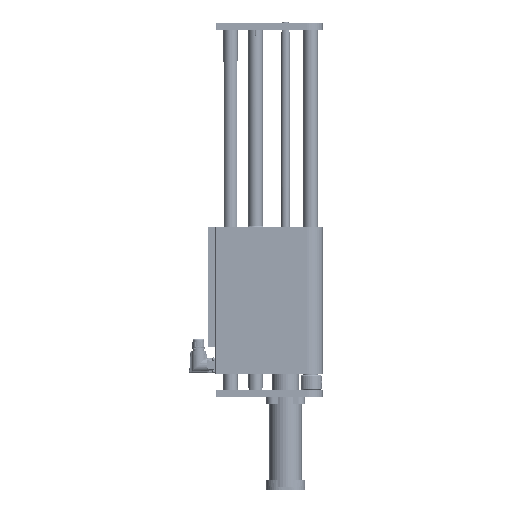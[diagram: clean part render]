
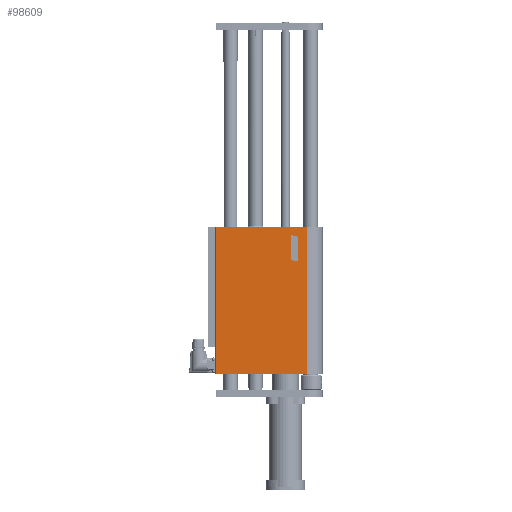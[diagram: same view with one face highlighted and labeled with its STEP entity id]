
A CAD part, left-side view. The second image highlights one B-rep face of the part: STEP entity #98609.
In plain terms, the highlighted planar face has unit normal (-1, 0, 0).
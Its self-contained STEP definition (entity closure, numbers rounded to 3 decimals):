
#304 = LINE ( 'NONE', #48633, #89279 ) ;
#2097 = CARTESIAN_POINT ( 'NONE',  ( -22.5, -58.906, 89.091 ) ) ;
#2181 = EDGE_LOOP ( 'NONE', ( #136348, #70467, #47140, #106839 ) ) ;
#3753 = LINE ( 'NONE', #111564, #93695 ) ;
#5443 = EDGE_CURVE ( 'NONE', #45455, #63136, #304, .T. ) ;
#9548 = EDGE_CURVE ( 'NONE', #33869, #130671, #49348, .T. ) ;
#10795 = EDGE_CURVE ( 'NONE', #80931, #29009, #92562, .T. ) ;
#14104 = VECTOR ( 'NONE', #143787, 1000. ) ;
#14465 = EDGE_CURVE ( 'NONE', #54285, #126366, #62190, .T. ) ;
#20881 = DIRECTION ( 'NONE',  ( 0., -1., 0. ) ) ;
#22443 = CARTESIAN_POINT ( 'NONE',  ( -22.5, 55.5, -103. ) ) ;
#24455 = EDGE_LOOP ( 'NONE', ( #141538, #123011, #138592, #107432 ) ) ;
#25258 = CARTESIAN_POINT ( 'NONE',  ( -22.5, -20.701, 97.226 ) ) ;
#26121 = CARTESIAN_POINT ( 'NONE',  ( -22.5, -71.5, -103. ) ) ;
#28361 = CARTESIAN_POINT ( 'NONE',  ( -22.5, -49.922, 91.004 ) ) ;
#29009 = VERTEX_POINT ( 'NONE', #28361 ) ;
#33777 = VECTOR ( 'NONE', #146290, 1000. ) ;
#33869 = VERTEX_POINT ( 'NONE', #141549 ) ;
#34582 = LINE ( 'NONE', #118626, #117759 ) ;
#35908 = FACE_OUTER_BOUND ( 'NONE', #24455, .T. ) ;
#37516 = DIRECTION ( 'NONE',  ( 0., 0., -1. ) ) ;
#45455 = VERTEX_POINT ( 'NONE', #2097 ) ;
#47140 = ORIENTED_EDGE ( 'NONE', *, *, #52291, .T. ) ;
#47356 = CARTESIAN_POINT ( 'NONE',  ( -22.5, -49.922, 0. ) ) ;
#47767 = VECTOR ( 'NONE', #85827, 1000. ) ;
#48125 = DIRECTION ( 'NONE',  ( 0., 0., 1. ) ) ;
#48633 = CARTESIAN_POINT ( 'NONE',  ( -22.5, -58.906, 0. ) ) ;
#49348 = LINE ( 'NONE', #121466, #47767 ) ;
#52291 = EDGE_CURVE ( 'NONE', #63136, #80931, #34582, .T. ) ;
#54285 = VERTEX_POINT ( 'NONE', #69553 ) ;
#55082 = CARTESIAN_POINT ( 'NONE',  ( -22.5, -58.906, 54.3 ) ) ;
#60629 = EDGE_CURVE ( 'NONE', #29009, #45455, #121194, .T. ) ;
#62190 = LINE ( 'NONE', #97871, #33777 ) ;
#63136 = VERTEX_POINT ( 'NONE', #55082 ) ;
#68438 = LINE ( 'NONE', #22443, #14104 ) ;
#68722 = VECTOR ( 'NONE', #73659, 1000. ) ;
#69553 = CARTESIAN_POINT ( 'NONE',  ( -22.5, 55.5, 103. ) ) ;
#70467 = ORIENTED_EDGE ( 'NONE', *, *, #5443, .T. ) ;
#73659 = DIRECTION ( 'NONE',  ( 0., -0.978, -0.208 ) ) ;
#75131 = DIRECTION ( 'NONE',  ( 0., 0., 1. ) ) ;
#80931 = VERTEX_POINT ( 'NONE', #96155 ) ;
#82725 = PLANE ( 'NONE',  #110872 ) ;
#84056 = VECTOR ( 'NONE', #48125, 1000. ) ;
#85827 = DIRECTION ( 'NONE',  ( 0., -1., 0. ) ) ;
#89279 = VECTOR ( 'NONE', #37516, 1000. ) ;
#92562 = LINE ( 'NONE', #47356, #84056 ) ;
#93695 = VECTOR ( 'NONE', #75131, 1000. ) ;
#96002 = EDGE_CURVE ( 'NONE', #54285, #33869, #68438, .T. ) ;
#96155 = CARTESIAN_POINT ( 'NONE',  ( -22.5, -49.922, 56.212 ) ) ;
#97871 = CARTESIAN_POINT ( 'NONE',  ( -22.5, 57., 103. ) ) ;
#98609 = ADVANCED_FACE ( 'NONE', ( #35908, #156445 ), #82725, .T. ) ;
#106839 = ORIENTED_EDGE ( 'NONE', *, *, #10795, .T. ) ;
#107432 = ORIENTED_EDGE ( 'NONE', *, *, #117538, .T. ) ;
#110872 = AXIS2_PLACEMENT_3D ( 'NONE', #118378, #132649, #20881 ) ;
#111564 = CARTESIAN_POINT ( 'NONE',  ( -22.5, -71.5, -103. ) ) ;
#117040 = DIRECTION ( 'NONE',  ( 0., 0.978, 0.208 ) ) ;
#117538 = EDGE_CURVE ( 'NONE', #130671, #126366, #3753, .T. ) ;
#117759 = VECTOR ( 'NONE', #117040, 1000. ) ;
#118378 = CARTESIAN_POINT ( 'NONE',  ( -22.5, 57., -103. ) ) ;
#118626 = CARTESIAN_POINT ( 'NONE',  ( -22.5, -13.606, 63.94 ) ) ;
#121194 = LINE ( 'NONE', #25258, #68722 ) ;
#121466 = CARTESIAN_POINT ( 'NONE',  ( -22.5, 57., -103. ) ) ;
#123011 = ORIENTED_EDGE ( 'NONE', *, *, #96002, .T. ) ;
#126366 = VERTEX_POINT ( 'NONE', #141792 ) ;
#130671 = VERTEX_POINT ( 'NONE', #26121 ) ;
#132649 = DIRECTION ( 'NONE',  ( -1., 0., 0. ) ) ;
#136348 = ORIENTED_EDGE ( 'NONE', *, *, #60629, .T. ) ;
#138592 = ORIENTED_EDGE ( 'NONE', *, *, #9548, .T. ) ;
#141538 = ORIENTED_EDGE ( 'NONE', *, *, #14465, .F. ) ;
#141549 = CARTESIAN_POINT ( 'NONE',  ( -22.5, 55.5, -103. ) ) ;
#141792 = CARTESIAN_POINT ( 'NONE',  ( -22.5, -71.5, 103. ) ) ;
#143787 = DIRECTION ( 'NONE',  ( 0., 0., -1. ) ) ;
#146290 = DIRECTION ( 'NONE',  ( 0., -1., 0. ) ) ;
#156445 = FACE_BOUND ( 'NONE', #2181, .T. ) ;
